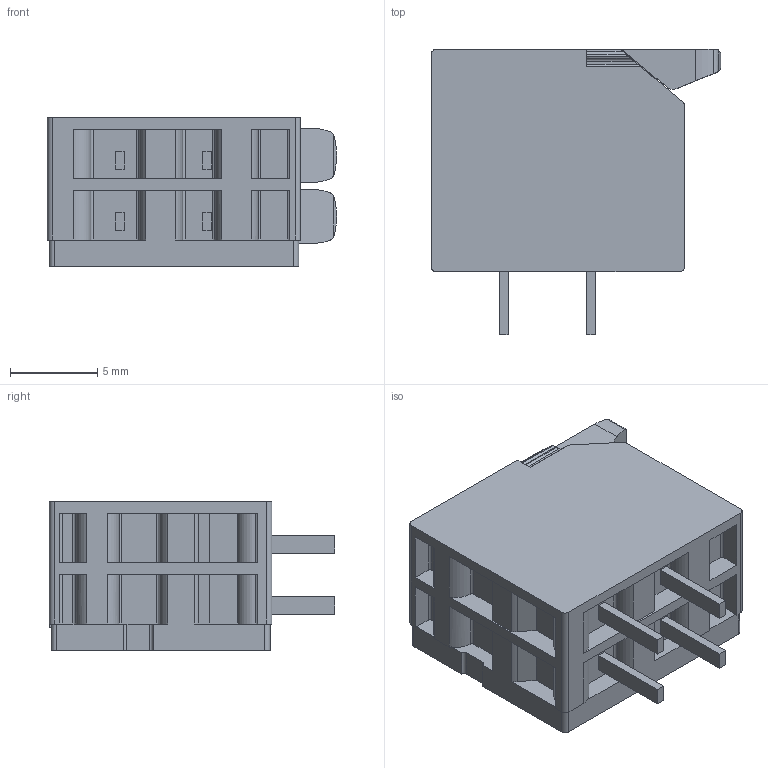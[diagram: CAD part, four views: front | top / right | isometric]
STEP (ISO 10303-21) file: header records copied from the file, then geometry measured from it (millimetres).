
FILE_DESCRIPTION(/* description */ ('STEP AP214'),/* implementation_level */ '2;1');
FILE_NAME(/* name */ '2601-1102',/* time_stamp */ '2023-01-24T18:08:21+01:00',/* author */ ('License CC BY-ND 4.0'),/* organization */ ('CADENAS'),/* preprocessor_version */ 'ST-DEVELOPER v18.102',/* originating_system */ 'PARTsolutions',/* authorisation */ ' ');
FILE_SCHEMA (('AUTOMOTIVE_DESIGN { 1 0 10303 214 3 1 1 }','FEATURE_BASED_PROCESS_PLANNING','TECHNICAL_DATA_PACKAGING','MODEL_BASED_INTEGRATED_MANUFACTURING_SCHEMA','PROCESS_PLANNING_SCHEMA','AP242_MANAGED_MODEL_BASED_3D_ENGINEERING_MIM_LF { 1 0 10303 442 1 1 4 }','AUTOMOTIVE_DESIGN {1 0 10303 214 3 1 1}'));
Length unit declared in the file: millimetre
Products named in the file (1): 2601-1102
Bounding box: 16.58 x 16.35 x 8.5 mm (x, y, z)
Volume: 1402.7 mm3; surface area: 1293.6 mm2
Topology: 1 solids, 1 shells, 298 faces, 834 edges, 549 vertices
Faces by surface type: plane 181, cylinder 115, cone 2
Entity records: 11702 total; most frequent: CARTESIAN_POINT 1733, ORIENTED_EDGE 1668, DIRECTION 1639, EDGE_CURVE 834, LINE 593, VECTOR 593, VERTEX_POINT 549, AXIS2_PLACEMENT_3D 523
